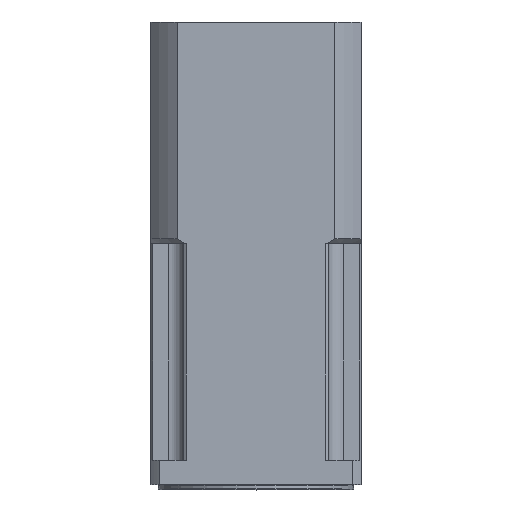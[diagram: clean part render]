
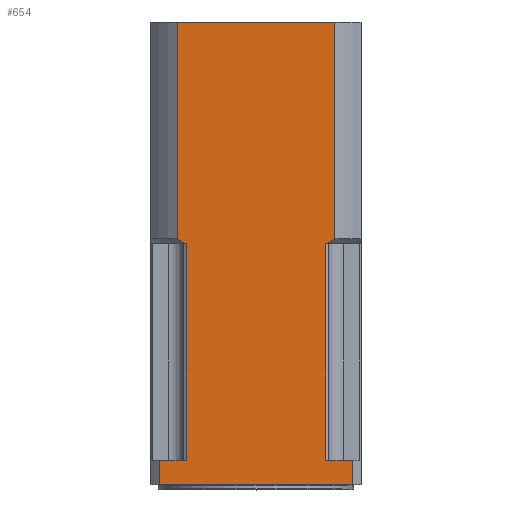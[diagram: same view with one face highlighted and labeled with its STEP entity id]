
A CAD part, top view. The second image highlights one B-rep face of the part: STEP entity #654.
In plain terms, the highlighted planar face has unit normal (0, 0, 1).
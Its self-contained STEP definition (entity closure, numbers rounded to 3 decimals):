
#654=ADVANCED_FACE('',(#978),#919,.T.);
#919=PLANE('',#4770);
#978=FACE_OUTER_BOUND('',#1219,.T.);
#1219=EDGE_LOOP('',(#1743,#1744,#1745,#1746,#1747,#1748,#1749,#1750,#1751,
#1752,#1753,#1754,#1755,#1756));
#1543=B_SPLINE_CURVE_WITH_KNOTS('',3,(#6764,#6765,#6766,#6767),.UNSPECIFIED.,
.F.,.F.,(4,4),(0.,1.),.UNSPECIFIED.);
#1544=B_SPLINE_CURVE_WITH_KNOTS('',3,(#6775,#6776,#6777,#6778),.UNSPECIFIED.,
.F.,.F.,(4,4),(0.,1.),.UNSPECIFIED.);
#1743=ORIENTED_EDGE('',*,*,#3589,.T.);
#1744=ORIENTED_EDGE('',*,*,#3590,.T.);
#1745=ORIENTED_EDGE('',*,*,#3591,.T.);
#1746=ORIENTED_EDGE('',*,*,#3592,.F.);
#1747=ORIENTED_EDGE('',*,*,#3593,.T.);
#1748=ORIENTED_EDGE('',*,*,#3594,.T.);
#1749=ORIENTED_EDGE('',*,*,#3595,.T.);
#1750=ORIENTED_EDGE('',*,*,#3596,.F.);
#1751=ORIENTED_EDGE('',*,*,#3597,.T.);
#1752=ORIENTED_EDGE('',*,*,#3598,.F.);
#1753=ORIENTED_EDGE('',*,*,#3599,.F.);
#1754=ORIENTED_EDGE('',*,*,#3600,.F.);
#1755=ORIENTED_EDGE('',*,*,#3601,.T.);
#1756=ORIENTED_EDGE('',*,*,#3602,.F.);
#3109=VERTEX_POINT('',#6762);
#3110=VERTEX_POINT('',#6763);
#3111=VERTEX_POINT('',#6768);
#3112=VERTEX_POINT('',#6770);
#3113=VERTEX_POINT('',#6772);
#3114=VERTEX_POINT('',#6774);
#3115=VERTEX_POINT('',#6779);
#3116=VERTEX_POINT('',#6781);
#3117=VERTEX_POINT('',#6783);
#3118=VERTEX_POINT('',#6785);
#3119=VERTEX_POINT('',#6787);
#3120=VERTEX_POINT('',#6789);
#3121=VERTEX_POINT('',#6791);
#3122=VERTEX_POINT('',#6793);
#3589=EDGE_CURVE('',#3109,#3110,#4258,.T.);
#3590=EDGE_CURVE('',#3110,#3111,#1543,.T.);
#3591=EDGE_CURVE('',#3111,#3112,#4259,.T.);
#3592=EDGE_CURVE('',#3113,#3112,#4260,.T.);
#3593=EDGE_CURVE('',#3113,#3114,#4261,.T.);
#3594=EDGE_CURVE('',#3114,#3115,#1544,.T.);
#3595=EDGE_CURVE('',#3115,#3116,#4262,.T.);
#3596=EDGE_CURVE('',#3117,#3116,#4263,.T.);
#3597=EDGE_CURVE('',#3117,#3118,#4264,.T.);
#3598=EDGE_CURVE('',#3119,#3118,#4265,.T.);
#3599=EDGE_CURVE('',#3120,#3119,#4266,.T.);
#3600=EDGE_CURVE('',#3121,#3120,#4267,.T.);
#3601=EDGE_CURVE('',#3121,#3122,#4268,.T.);
#3602=EDGE_CURVE('',#3109,#3122,#4269,.T.);
#4258=LINE('',#6761,#4530);
#4259=LINE('',#6769,#4531);
#4260=LINE('',#6771,#4532);
#4261=LINE('',#6773,#4533);
#4262=LINE('',#6780,#4534);
#4263=LINE('',#6782,#4535);
#4264=LINE('',#6784,#4536);
#4265=LINE('',#6786,#4537);
#4266=LINE('',#6788,#4538);
#4267=LINE('',#6790,#4539);
#4268=LINE('',#6792,#4540);
#4269=LINE('',#6794,#4541);
#4530=VECTOR('',#5357,1.);
#4531=VECTOR('',#5358,1.);
#4532=VECTOR('',#5359,1.);
#4533=VECTOR('',#5360,1.);
#4534=VECTOR('',#5361,1.);
#4535=VECTOR('',#5362,1.);
#4536=VECTOR('',#5363,1.);
#4537=VECTOR('',#5364,1.);
#4538=VECTOR('',#5365,1.);
#4539=VECTOR('',#5366,1.);
#4540=VECTOR('',#5367,1.);
#4541=VECTOR('',#5368,1.);
#4770=AXIS2_PLACEMENT_3D('',#6795,#5369,#5370);
#5357=DIRECTION('',(1.,0.,0.));
#5358=DIRECTION('',(0.,1.,0.));
#5359=DIRECTION('',(1.,0.,0.));
#5360=DIRECTION('',(0.,-1.,0.));
#5361=DIRECTION('',(1.,0.,0.));
#5362=DIRECTION('',(0.,1.,0.));
#5363=DIRECTION('',(-1.,0.,0.));
#5364=DIRECTION('',(0.,1.,0.));
#5365=DIRECTION('',(-1.,0.,0.));
#5366=DIRECTION('',(0.,-1.,0.));
#5367=DIRECTION('',(-1.,0.,0.));
#5368=DIRECTION('',(0.,-1.,0.));
#5369=DIRECTION('',(0.,0.,1.));
#5370=DIRECTION('',(1.,0.,0.));
#6761=CARTESIAN_POINT('',(-35.,160.,105.));
#6762=CARTESIAN_POINT('',(81.433,160.,105.));
#6763=CARTESIAN_POINT('',(82.331,160.,105.));
#6764=CARTESIAN_POINT('',(82.331,160.,105.));
#6765=CARTESIAN_POINT('',(84.069,160.974,105.));
#6766=CARTESIAN_POINT('',(85.792,161.975,105.));
#6767=CARTESIAN_POINT('',(87.5,163.,105.));
#6768=CARTESIAN_POINT('',(87.5,163.,105.));
#6769=CARTESIAN_POINT('',(87.5,160.,105.));
#6770=CARTESIAN_POINT('',(87.5,307.5,105.));
#6771=CARTESIAN_POINT('',(-35.,307.5,105.));
#6772=CARTESIAN_POINT('',(-17.5,307.5,105.));
#6773=CARTESIAN_POINT('',(-17.5,160.,105.));
#6774=CARTESIAN_POINT('',(-17.5,163.,105.));
#6775=CARTESIAN_POINT('',(-17.5,163.,105.));
#6776=CARTESIAN_POINT('',(-15.792,161.975,105.));
#6777=CARTESIAN_POINT('',(-14.069,160.974,105.));
#6778=CARTESIAN_POINT('',(-12.331,160.,105.));
#6779=CARTESIAN_POINT('',(-12.331,160.,105.));
#6780=CARTESIAN_POINT('',(-35.,160.,105.));
#6781=CARTESIAN_POINT('',(-11.433,160.,105.));
#6782=CARTESIAN_POINT('',(-11.433,160.,105.));
#6783=CARTESIAN_POINT('',(-11.433,15.5,105.));
#6784=CARTESIAN_POINT('',(35.,15.5,105.));
#6785=CARTESIAN_POINT('',(-29.226,15.5,105.));
#6786=CARTESIAN_POINT('',(-29.226,-0.5,105.));
#6787=CARTESIAN_POINT('',(-29.226,-0.5,105.));
#6788=CARTESIAN_POINT('',(35.,-0.5,105.));
#6789=CARTESIAN_POINT('',(99.226,-0.5,105.));
#6790=CARTESIAN_POINT('',(99.226,-0.5,105.));
#6791=CARTESIAN_POINT('',(99.226,15.5,105.));
#6792=CARTESIAN_POINT('',(35.,15.5,105.));
#6793=CARTESIAN_POINT('',(81.433,15.5,105.));
#6794=CARTESIAN_POINT('',(81.433,160.,105.));
#6795=CARTESIAN_POINT('',(35.,79.75,105.));
